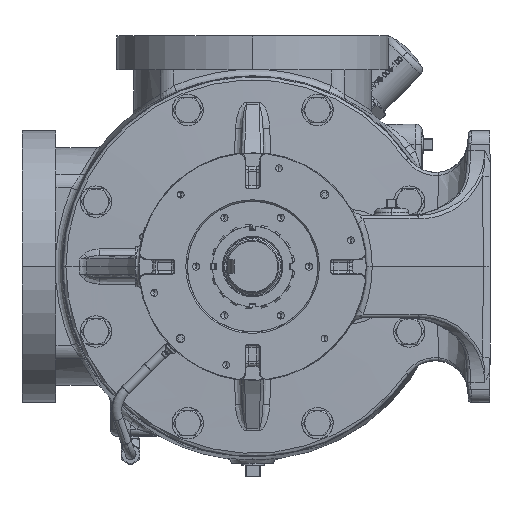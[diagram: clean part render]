
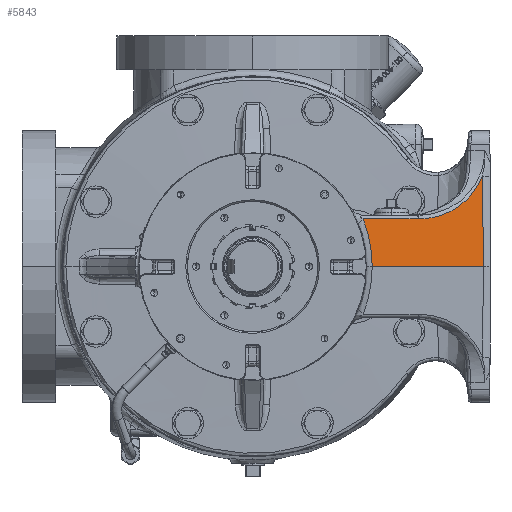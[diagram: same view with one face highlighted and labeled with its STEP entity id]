
A CAD part, left-side view. The second image highlights one B-rep face of the part: STEP entity #5843.
In plain terms, the highlighted planar face has unit normal (-0.707, -0.707, 0.035).
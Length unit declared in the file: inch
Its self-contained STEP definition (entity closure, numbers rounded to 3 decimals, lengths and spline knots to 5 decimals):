
#5843 = ADVANCED_FACE ( 'Defeatured_0_3270', ( #222666 ), #171944, .T. ) ;
#9524 = CARTESIAN_POINT ( 'NONE',  ( -11.10815, -6.13885, 1.75919 ) ) ;
#18282 = CARTESIAN_POINT ( 'NONE',  ( -12.92396, -4.40992, 0. ) ) ;
#23715 = VERTEX_POINT ( 'NONE', #9524 ) ;
#24604 =( BOUNDED_CURVE ( )  B_SPLINE_CURVE ( 3, ( #37076, #35919, #199853, #147973 ),
 .UNSPECIFIED., .F., .T. ) 
 B_SPLINE_CURVE_WITH_KNOTS ( ( 4, 4 ),
 ( 3.50143, 4.66304 ),
 .UNSPECIFIED. ) 
 CURVE ( )  GEOMETRIC_REPRESENTATION_ITEM ( )  RATIONAL_B_SPLINE_CURVE ( ( 1., 0.891, 0.891, 1. ) ) 
 REPRESENTATION_ITEM ( '' )  );
#25882 = LINE ( 'NONE', #219408, #226500 ) ;
#26378 = ORIENTED_EDGE ( 'NONE', *, *, #189734, .T. ) ;
#33399 = ORIENTED_EDGE ( 'NONE', *, *, #74931, .T. ) ;
#35508 = ORIENTED_EDGE ( 'NONE', *, *, #152960, .T. ) ;
#35919 = CARTESIAN_POINT ( 'NONE',  ( -9.13254, -8.08531, 2.3496 ) ) ;
#37076 = CARTESIAN_POINT ( 'NONE',  ( -8.70444, -8.46466, 3.3368 ) ) ;
#40260 = AXIS2_PLACEMENT_3D ( 'NONE', #61064, #207290, #190763 ) ;
#45187 = DIRECTION ( 'NONE',  ( 0.035, 0.014, 0.999 ) ) ;
#46447 = EDGE_CURVE ( 'NONE', #150165, #90866, #177313, .T. ) ;
#50210 = CARTESIAN_POINT ( 'NONE',  ( -12.98059, -4.2942, 1.19646 ) ) ;
#61064 = CARTESIAN_POINT ( 'NONE',  ( -8.58388, -8.75, 0. ) ) ;
#74931 = EDGE_CURVE ( 'NONE', #23715, #180142, #25882, .T. ) ;
#76679 = DIRECTION ( 'NONE',  ( -0.707, 0.707, 0. ) ) ;
#83925 = ORIENTED_EDGE ( 'NONE', *, *, #218559, .T. ) ;
#90866 = VERTEX_POINT ( 'NONE', #222282 ) ;
#97898 = CARTESIAN_POINT ( 'NONE',  ( -13.17092, -4.07608, 1.75919 ) ) ;
#98081 = VECTOR ( 'NONE', #123058, 39.37008 ) ;
#106512 = CARTESIAN_POINT ( 'NONE',  ( -8.58388, -8.75, 0. ) ) ;
#109102 = VERTEX_POINT ( 'NONE', #161653 ) ;
#116195 = CARTESIAN_POINT ( 'NONE',  ( -12.92396, -4.40992, 0. ) ) ;
#117198 = LINE ( 'NONE', #173742, #131274 ) ;
#117394 =( BOUNDED_CURVE ( )  B_SPLINE_CURVE ( 3, ( #124522, #50210, #229492, #18282 ),
 .UNSPECIFIED., .F., .F. ) 
 B_SPLINE_CURVE_WITH_KNOTS ( ( 4, 4 ),
 ( 2.82116, 3.18564 ),
 .UNSPECIFIED. ) 
 CURVE ( )  GEOMETRIC_REPRESENTATION_ITEM ( )  RATIONAL_B_SPLINE_CURVE ( ( 1., 0.989, 0.989, 1. ) ) 
 REPRESENTATION_ITEM ( '' )  );
#123058 = DIRECTION ( 'NONE',  ( 0.707, -0.707, 0. ) ) ;
#124522 = CARTESIAN_POINT ( 'NONE',  ( -13.17092, -4.07608, 1.75919 ) ) ;
#131274 = VECTOR ( 'NONE', #45187, 39.37008 ) ;
#135962 = ORIENTED_EDGE ( 'NONE', *, *, #46447, .T. ) ;
#147973 = CARTESIAN_POINT ( 'NONE',  ( -11.10815, -6.13885, 1.75919 ) ) ;
#150165 = VERTEX_POINT ( 'NONE', #116195 ) ;
#152960 = EDGE_CURVE ( 'NONE', #90866, #109102, #117198, .T. ) ;
#161653 = CARTESIAN_POINT ( 'NONE',  ( -8.70444, -8.46466, 3.3368 ) ) ;
#171944 = PLANE ( 'NONE',  #40260 ) ;
#173742 = CARTESIAN_POINT ( 'NONE',  ( -8.82079, -8.51285, 0.00484 ) ) ;
#177313 = LINE ( 'NONE', #106512, #98081 ) ;
#180142 = VERTEX_POINT ( 'NONE', #97898 ) ;
#189734 = EDGE_CURVE ( 'NONE', #109102, #23715, #24604, .T. ) ;
#190763 = DIRECTION ( 'NONE',  ( 0.707, -0.707, 0. ) ) ;
#199853 = CARTESIAN_POINT ( 'NONE',  ( -10.03212, -7.21488, 1.75919 ) ) ;
#207290 = DIRECTION ( 'NONE',  ( -0.707, -0.707, 0.035 ) ) ;
#215627 = EDGE_LOOP ( 'NONE', ( #135962, #35508, #26378, #33399, #83925 ) ) ;
#218559 = EDGE_CURVE ( 'NONE', #180142, #150165, #117394, .T. ) ;
#219408 = CARTESIAN_POINT ( 'NONE',  ( -13.49708, -3.74992, 1.75919 ) ) ;
#222282 = CARTESIAN_POINT ( 'NONE',  ( -8.82096, -8.51292, 0. ) ) ;
#222666 = FACE_OUTER_BOUND ( 'NONE', #215627, .T. ) ;
#226500 = VECTOR ( 'NONE', #76679, 39.37008 ) ;
#229492 = CARTESIAN_POINT ( 'NONE',  ( -12.89735, -4.40673, 0.60352 ) ) ;
